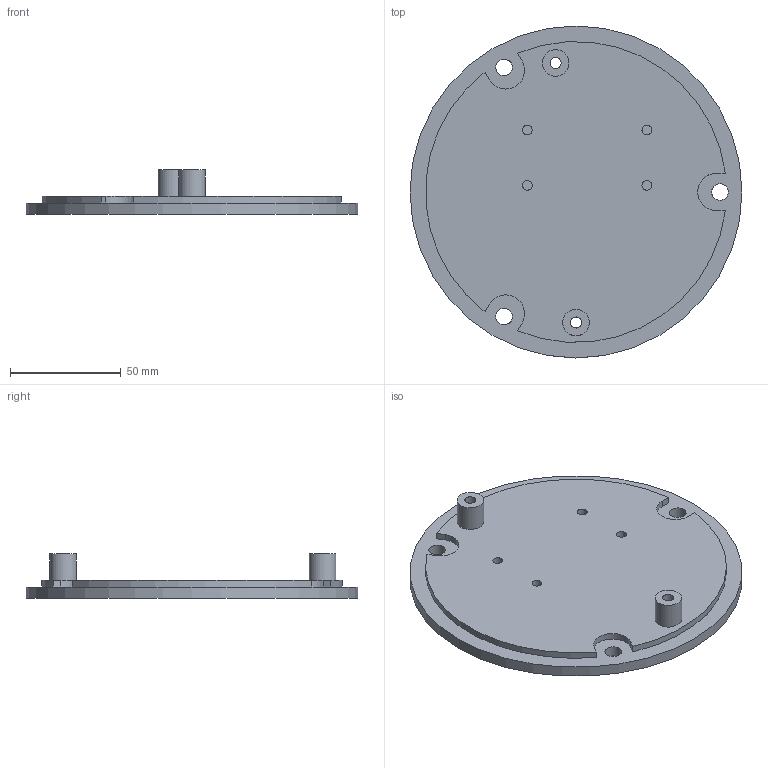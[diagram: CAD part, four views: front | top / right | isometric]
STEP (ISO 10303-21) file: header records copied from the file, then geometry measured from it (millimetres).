
FILE_DESCRIPTION(/* description */ ('Alibre Inc.'),/* implementation_level */ '2;1');
FILE_NAME(/* name */ 'export-20B7295A-F410-4717-955F-EAE3A28AC219',/* time_stamp */ '2025-04-28T21:31:04+02:00',/* author */ (''),/* organization */ (''),/* preprocessor_version */ 'ST-DEVELOPER v17',/* originating_system */ 'Alibre',/* authorisation */ '');
FILE_SCHEMA (('AUTOMOTIVE_DESIGN'));
Length unit declared in the file: millimetre
Bounding box: 150 x 150 x 20 mm (x, y, z)
Volume: 130898.9 mm3; surface area: 41132 mm2
Topology: 1 solids, 1 shells, 37 faces, 81 edges, 55 vertices
Faces by surface type: cylinder 20, plane 17
Full cylindrical faces by diameter (mm): 4.4 x4, 5 x2, 7.5 x5, 12 x2, 150 x1
Entity records: 940 total; most frequent: DIRECTION 153, CARTESIAN_POINT 149, ORIENTED_EDGE 128, AXIS2_PLACEMENT_3D 73, EDGE_LOOP 70, FACE_BOUND 70, EDGE_CURVE 64, VERTEX_POINT 52
